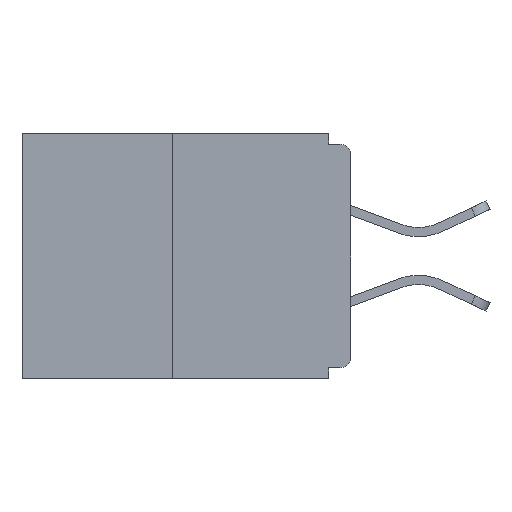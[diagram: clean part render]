
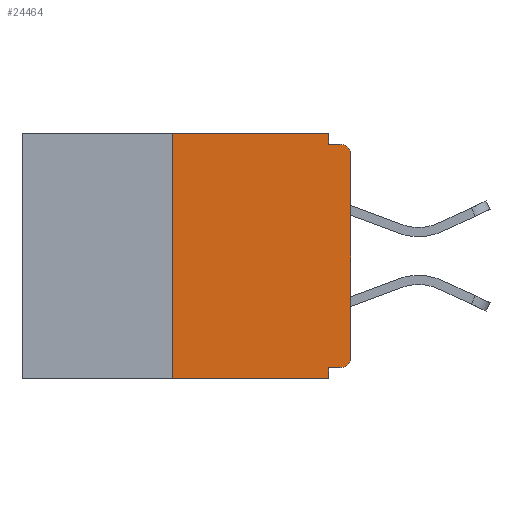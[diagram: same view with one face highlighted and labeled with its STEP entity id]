
A CAD part, left-side view. The second image highlights one B-rep face of the part: STEP entity #24464.
In plain terms, the highlighted planar face has unit normal (-1, 0, 0).
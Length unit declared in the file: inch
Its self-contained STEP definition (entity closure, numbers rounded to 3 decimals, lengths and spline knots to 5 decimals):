
#71 = CARTESIAN_POINT ( 'NONE',  ( 0., 0.031, 0. ) ) ;
#573 = CARTESIAN_POINT ( 'NONE',  ( 0., 0.031, -0.328 ) ) ;
#1630 = CARTESIAN_POINT ( 'NONE',  ( 0., 0.015, -0.313 ) ) ;
#1866 = VERTEX_POINT ( 'NONE', #15010 ) ;
#2218 = CARTESIAN_POINT ( 'NONE',  ( 0., 0.015, -0.015 ) ) ;
#2474 = CARTESIAN_POINT ( 'NONE',  ( 0., 0., -0.328 ) ) ;
#2574 = DIRECTION ( 'NONE',  ( 0., 0., 1. ) ) ;
#2710 = CARTESIAN_POINT ( 'NONE',  ( 0., 0.25, 0. ) ) ;
#3017 = EDGE_CURVE ( 'NONE', #21557, #26869, #5309, .T. ) ;
#3184 = CARTESIAN_POINT ( 'NONE',  ( 0., 0., -0.313 ) ) ;
#3715 = VERTEX_POINT ( 'NONE', #22807 ) ;
#4451 = LINE ( 'NONE', #71, #23441 ) ;
#5309 = CIRCLE ( 'NONE', #9809, 0.015 ) ;
#6867 = PLANE ( 'NONE',  #27657 ) ;
#7105 = DIRECTION ( 'NONE',  ( 0., 1., 0. ) ) ;
#7490 = EDGE_CURVE ( 'NONE', #18358, #26405, #18659, .T. ) ;
#7658 = VECTOR ( 'NONE', #18449, 39.37008 ) ;
#8466 = AXIS2_PLACEMENT_3D ( 'NONE', #10277, #23100, #21020 ) ;
#8833 = CARTESIAN_POINT ( 'NONE',  ( 0., 0.46, 0. ) ) ;
#9045 = DIRECTION ( 'NONE',  ( 0., -1., 0. ) ) ;
#9246 = DIRECTION ( 'NONE',  ( 0., 0., -1. ) ) ;
#9254 = EDGE_CURVE ( 'NONE', #1866, #11425, #24684, .T. ) ;
#9705 = EDGE_CURVE ( 'NONE', #22602, #26405, #16033, .T. ) ;
#9809 = AXIS2_PLACEMENT_3D ( 'NONE', #1630, #12639, #16717 ) ;
#9975 = LINE ( 'NONE', #16890, #7658 ) ;
#10277 = CARTESIAN_POINT ( 'NONE',  ( 0., 0.015, -0.03 ) ) ;
#10310 = DIRECTION ( 'NONE',  ( 0., 0., -1. ) ) ;
#10349 = LINE ( 'NONE', #11194, #20765 ) ;
#10749 = ORIENTED_EDGE ( 'NONE', *, *, #27143, .T. ) ;
#11194 = CARTESIAN_POINT ( 'NONE',  ( 0., 0., -0.015 ) ) ;
#11256 = EDGE_CURVE ( 'NONE', #3715, #22205, #9975, .T. ) ;
#11332 = VERTEX_POINT ( 'NONE', #13210 ) ;
#11386 = ORIENTED_EDGE ( 'NONE', *, *, #12302, .F. ) ;
#11425 = VERTEX_POINT ( 'NONE', #2218 ) ;
#11861 = EDGE_CURVE ( 'NONE', #22205, #11332, #4451, .T. ) ;
#12302 = EDGE_CURVE ( 'NONE', #11332, #11425, #10349, .T. ) ;
#12370 = EDGE_CURVE ( 'NONE', #18358, #3715, #21907, .T. ) ;
#12639 = DIRECTION ( 'NONE',  ( -1., 0., 0. ) ) ;
#13085 = DIRECTION ( 'NONE',  ( 1., 0., 0. ) ) ;
#13210 = CARTESIAN_POINT ( 'NONE',  ( 0., 0.031, -0.015 ) ) ;
#13905 = CARTESIAN_POINT ( 'NONE',  ( 0., 0.015, -0.328 ) ) ;
#14395 = ORIENTED_EDGE ( 'NONE', *, *, #3017, .T. ) ;
#15010 = CARTESIAN_POINT ( 'NONE',  ( 0., 0., -0.03 ) ) ;
#16033 = LINE ( 'NONE', #24625, #26047 ) ;
#16324 = CARTESIAN_POINT ( 'NONE',  ( 0., 0.031, -0.343 ) ) ;
#16364 = VECTOR ( 'NONE', #7105, 39.37008 ) ;
#16717 = DIRECTION ( 'NONE',  ( 0., 0., -1. ) ) ;
#16872 = ORIENTED_EDGE ( 'NONE', *, *, #21712, .F. ) ;
#16890 = CARTESIAN_POINT ( 'NONE',  ( 0., 0.46, 0. ) ) ;
#16910 = ORIENTED_EDGE ( 'NONE', *, *, #12370, .F. ) ;
#17416 = LINE ( 'NONE', #26011, #25055 ) ;
#18358 = VERTEX_POINT ( 'NONE', #25905 ) ;
#18449 = DIRECTION ( 'NONE',  ( 0., -1., 0. ) ) ;
#18659 = LINE ( 'NONE', #20513, #24362 ) ;
#20425 = EDGE_LOOP ( 'NONE', ( #24975, #16910, #24343, #23886, #16872, #14395, #10749, #22360, #11386, #22765 ) ) ;
#20513 = CARTESIAN_POINT ( 'NONE',  ( 0., 0.46, -0.343 ) ) ;
#20765 = VECTOR ( 'NONE', #9045, 39.37008 ) ;
#21020 = DIRECTION ( 'NONE',  ( 0., 0., -1. ) ) ;
#21557 = VERTEX_POINT ( 'NONE', #13905 ) ;
#21712 = EDGE_CURVE ( 'NONE', #21557, #22602, #26723, .T. ) ;
#21907 = LINE ( 'NONE', #2710, #24060 ) ;
#22205 = VERTEX_POINT ( 'NONE', #26547 ) ;
#22360 = ORIENTED_EDGE ( 'NONE', *, *, #9254, .T. ) ;
#22602 = VERTEX_POINT ( 'NONE', #573 ) ;
#22749 = DIRECTION ( 'NONE',  ( 0., -1., 0. ) ) ;
#22765 = ORIENTED_EDGE ( 'NONE', *, *, #11861, .F. ) ;
#22807 = CARTESIAN_POINT ( 'NONE',  ( 0., 0.25, 0. ) ) ;
#23100 = DIRECTION ( 'NONE',  ( -1., 0., 0. ) ) ;
#23441 = VECTOR ( 'NONE', #23623, 39.37008 ) ;
#23623 = DIRECTION ( 'NONE',  ( 0., 0., -1. ) ) ;
#23783 = FACE_OUTER_BOUND ( 'NONE', #20425, .T. ) ;
#23886 = ORIENTED_EDGE ( 'NONE', *, *, #9705, .F. ) ;
#24060 = VECTOR ( 'NONE', #2574, 39.37008 ) ;
#24343 = ORIENTED_EDGE ( 'NONE', *, *, #7490, .T. ) ;
#24362 = VECTOR ( 'NONE', #22749, 39.37008 ) ;
#24464 = ADVANCED_FACE ( 'NONE', ( #23783 ), #6867, .F. ) ;
#24625 = CARTESIAN_POINT ( 'NONE',  ( 0., 0.031, -0.343 ) ) ;
#24684 = CIRCLE ( 'NONE', #8466, 0.015 ) ;
#24975 = ORIENTED_EDGE ( 'NONE', *, *, #11256, .F. ) ;
#25055 = VECTOR ( 'NONE', #26709, 39.37008 ) ;
#25905 = CARTESIAN_POINT ( 'NONE',  ( 0., 0.25, -0.343 ) ) ;
#26011 = CARTESIAN_POINT ( 'NONE',  ( 0., 0., 0. ) ) ;
#26047 = VECTOR ( 'NONE', #10310, 39.37008 ) ;
#26405 = VERTEX_POINT ( 'NONE', #16324 ) ;
#26547 = CARTESIAN_POINT ( 'NONE',  ( 0., 0.031, 0. ) ) ;
#26709 = DIRECTION ( 'NONE',  ( 0., 0., 1. ) ) ;
#26723 = LINE ( 'NONE', #2474, #16364 ) ;
#26869 = VERTEX_POINT ( 'NONE', #3184 ) ;
#27143 = EDGE_CURVE ( 'NONE', #26869, #1866, #17416, .T. ) ;
#27657 = AXIS2_PLACEMENT_3D ( 'NONE', #8833, #13085, #9246 ) ;
